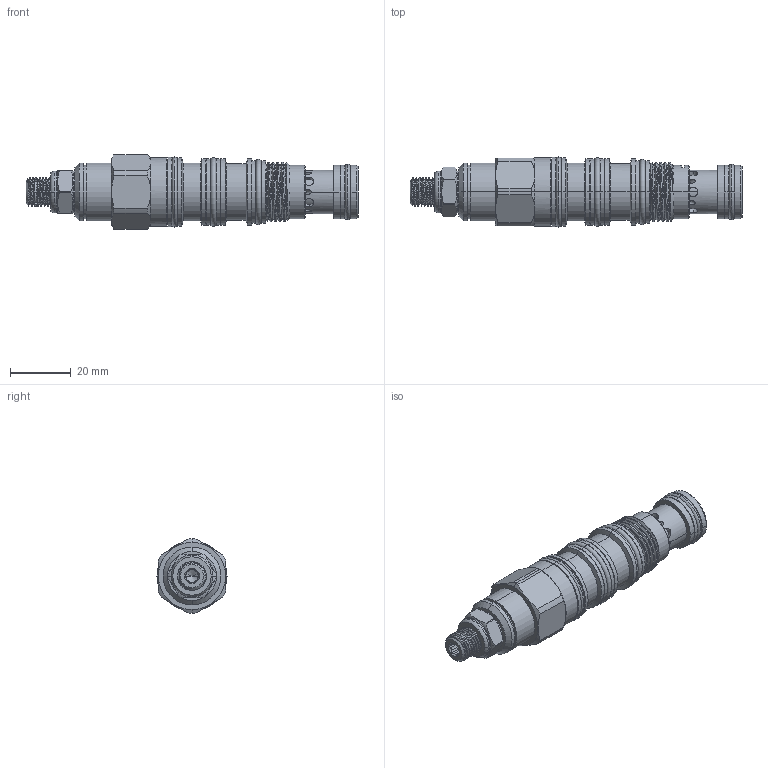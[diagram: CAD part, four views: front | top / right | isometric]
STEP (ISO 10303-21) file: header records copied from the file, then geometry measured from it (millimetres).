
FILE_DESCRIPTION (( 'STEP AP203' ), '1' );
FILE_NAME ('SD21A4C-L.STEP', '2020-05-21T01:46:42', ( '' ), ( '' ), 'SwSTEP 2.0', 'SolidWorks 2018', '' );
FILE_SCHEMA (( 'CONFIG_CONTROL_DESIGN' ));
Length unit declared in the file: millimetre
Products named in the file (1): SD21A4C-L
Bounding box: 108.91 x 22.98 x 24.6 mm (x, y, z)
Volume: 29419.5 mm3; surface area: 11232.9 mm2
Topology: 5 solids, 5 shells, 318 faces, 739 edges, 462 vertices
Faces by surface type: cylinder 158, plane 78, cone 38, torus 35, bspline 9
Entity records: 14072 total; most frequent: CARTESIAN_POINT 6978, ORIENTED_EDGE 1474, DIRECTION 1468, EDGE_CURVE 737, AXIS2_PLACEMENT_3D 621, VERTEX_POINT 462, EDGE_LOOP 359, ADVANCED_FACE 318
